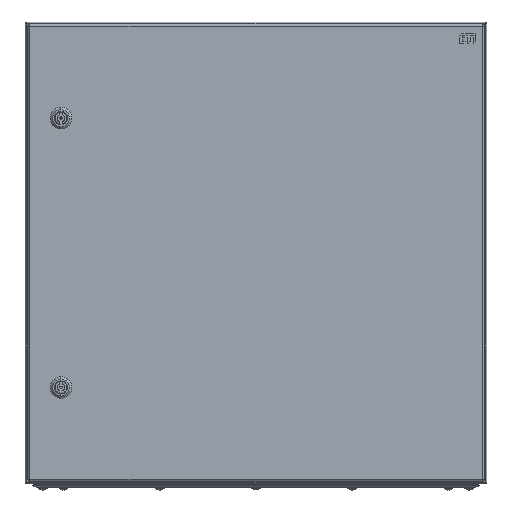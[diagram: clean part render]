
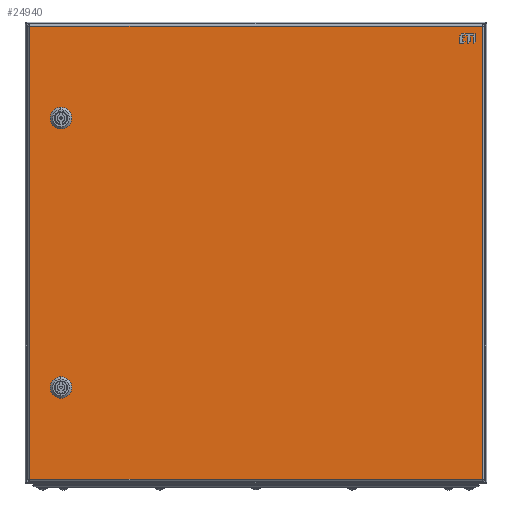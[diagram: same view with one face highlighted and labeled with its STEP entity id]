
A CAD part, front view. The second image highlights one B-rep face of the part: STEP entity #24940.
In plain terms, the highlighted face is planar.
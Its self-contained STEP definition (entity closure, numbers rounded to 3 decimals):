
#23955=DIRECTION('',(0.,-1.,0.));
#23956=VECTOR('',#23955,588.4);
#23957=CARTESIAN_POINT('',(294.5,294.2,0.));
#23958=LINE('',#23957,#23956);
#23969=CARTESIAN_POINT('',(175.,-253.7,0.));
#23970=DIRECTION('',(0.,0.,-1.));
#23971=DIRECTION('',(-0.449,-0.893,0.));
#23972=AXIS2_PLACEMENT_3D('',#23969,#23970,#23971);
#23977=CARTESIAN_POINT('',(175.,-253.7,0.));
#23978=DIRECTION('',(0.,0.,-1.));
#23979=DIRECTION('',(-0.893,0.449,0.));
#23980=AXIS2_PLACEMENT_3D('',#23977,#23978,#23979);
#23985=CARTESIAN_POINT('',(175.,-253.7,0.));
#23986=DIRECTION('',(0.,0.,-1.));
#23987=DIRECTION('',(0.449,0.893,0.));
#23988=AXIS2_PLACEMENT_3D('',#23985,#23986,#23987);
#23993=CARTESIAN_POINT('',(175.,-253.7,0.));
#23994=DIRECTION('',(0.,0.,-1.));
#23995=DIRECTION('',(0.893,-0.449,0.));
#23996=AXIS2_PLACEMENT_3D('',#23993,#23994,#23995);
#24001=CARTESIAN_POINT('',(-175.,-253.7,0.));
#24002=DIRECTION('',(0.,0.,-1.));
#24003=DIRECTION('',(-0.893,0.449,0.));
#24004=AXIS2_PLACEMENT_3D('',#24001,#24002,#24003);
#24009=CARTESIAN_POINT('',(-175.,-253.7,0.));
#24010=DIRECTION('',(0.,0.,-1.));
#24011=DIRECTION('',(0.449,0.893,0.));
#24012=AXIS2_PLACEMENT_3D('',#24009,#24010,#24011);
#24017=CARTESIAN_POINT('',(-175.,-253.7,0.));
#24018=DIRECTION('',(0.,0.,-1.));
#24019=DIRECTION('',(0.893,-0.449,0.));
#24020=AXIS2_PLACEMENT_3D('',#24017,#24018,#24019);
#24025=CARTESIAN_POINT('',(-175.,-253.7,0.));
#24026=DIRECTION('',(0.,0.,-1.));
#24027=DIRECTION('',(-0.449,-0.893,0.));
#24028=AXIS2_PLACEMENT_3D('',#24025,#24026,#24027);
#24040=DIRECTION('',(1.,0.,0.));
#24041=VECTOR('',#24040,589.);
#24042=CARTESIAN_POINT('',(-294.5,294.2,0.));
#24043=LINE('',#24042,#24041);
#24068=DIRECTION('',(0.,1.,0.));
#24069=VECTOR('',#24068,588.4);
#24070=CARTESIAN_POINT('',(-294.5,-294.2,0.));
#24071=LINE('',#24070,#24069);
#24130=DIRECTION('',(-1.,0.,0.));
#24131=VECTOR('',#24130,589.);
#24132=CARTESIAN_POINT('',(294.5,-294.2,0.));
#24133=LINE('',#24132,#24131);
#24182=DIRECTION('',(1.,0.,0.));
#24183=VECTOR('',#24182,10.111);
#24184=CARTESIAN_POINT('',(169.944,-263.75,0.));
#24185=LINE('',#24184,#24183);
#24393=DIRECTION('',(0.,-1.,0.));
#24394=VECTOR('',#24393,10.111);
#24395=CARTESIAN_POINT('',(-185.05,-248.644,0.));
#24396=LINE('',#24395,#24394);
#24414=DIRECTION('',(-1.,0.,0.));
#24415=VECTOR('',#24414,10.111);
#24416=CARTESIAN_POINT('',(-169.944,-243.65,0.));
#24417=LINE('',#24416,#24415);
#24435=DIRECTION('',(0.,1.,0.));
#24436=VECTOR('',#24435,10.111);
#24437=CARTESIAN_POINT('',(-164.95,-258.756,0.));
#24438=LINE('',#24437,#24436);
#24456=DIRECTION('',(1.,0.,0.));
#24457=VECTOR('',#24456,10.111);
#24458=CARTESIAN_POINT('',(-180.056,-263.75,0.));
#24459=LINE('',#24458,#24457);
#24491=DIRECTION('',(0.,1.,0.));
#24492=VECTOR('',#24491,10.111);
#24493=CARTESIAN_POINT('',(185.05,-258.756,0.));
#24494=LINE('',#24493,#24492);
#24512=DIRECTION('',(-1.,0.,0.));
#24513=VECTOR('',#24512,10.111);
#24514=CARTESIAN_POINT('',(180.056,-243.65,0.));
#24515=LINE('',#24514,#24513);
#24533=DIRECTION('',(0.,-1.,0.));
#24534=VECTOR('',#24533,10.111);
#24535=CARTESIAN_POINT('',(164.95,-248.644,0.));
#24536=LINE('',#24535,#24534);
#24644=CARTESIAN_POINT('',(294.5,-294.2,0.));
#24645=VERTEX_POINT('',#24644);
#24646=CARTESIAN_POINT('',(294.5,294.2,0.));
#24647=VERTEX_POINT('',#24646);
#24650=CARTESIAN_POINT('',(-294.5,294.2,0.));
#24651=VERTEX_POINT('',#24650);
#24652=CARTESIAN_POINT('',(-294.5,-294.2,0.));
#24653=VERTEX_POINT('',#24652);
#24654=CARTESIAN_POINT('',(169.944,-263.75,0.));
#24655=CARTESIAN_POINT('',(180.056,-263.75,0.));
#24656=VERTEX_POINT('',#24654);
#24657=VERTEX_POINT('',#24655);
#24658=CARTESIAN_POINT('',(164.95,-258.756,0.));
#24659=VERTEX_POINT('',#24658);
#24660=CARTESIAN_POINT('',(164.95,-248.644,0.));
#24661=VERTEX_POINT('',#24660);
#24662=CARTESIAN_POINT('',(169.944,-243.65,0.));
#24663=VERTEX_POINT('',#24662);
#24664=CARTESIAN_POINT('',(180.056,-243.65,0.));
#24665=VERTEX_POINT('',#24664);
#24666=CARTESIAN_POINT('',(185.05,-248.644,0.));
#24667=VERTEX_POINT('',#24666);
#24668=CARTESIAN_POINT('',(185.05,-258.756,0.));
#24669=VERTEX_POINT('',#24668);
#24670=CARTESIAN_POINT('',(-185.05,-248.644,0.));
#24671=CARTESIAN_POINT('',(-180.056,-243.65,0.));
#24672=VERTEX_POINT('',#24670);
#24673=VERTEX_POINT('',#24671);
#24674=CARTESIAN_POINT('',(-169.944,-243.65,0.));
#24675=VERTEX_POINT('',#24674);
#24676=CARTESIAN_POINT('',(-164.95,-248.644,0.));
#24677=VERTEX_POINT('',#24676);
#24678=CARTESIAN_POINT('',(-164.95,-258.756,0.));
#24679=VERTEX_POINT('',#24678);
#24680=CARTESIAN_POINT('',(-169.944,-263.75,0.));
#24681=VERTEX_POINT('',#24680);
#24682=CARTESIAN_POINT('',(-180.056,-263.75,0.));
#24683=VERTEX_POINT('',#24682);
#24684=CARTESIAN_POINT('',(-185.05,-258.756,0.));
#24685=VERTEX_POINT('',#24684);
#24890=CARTESIAN_POINT('',(0.,0.,0.));
#24891=DIRECTION('',(0.,0.,-1.));
#24892=DIRECTION('',(-1.,0.,0.));
#24893=AXIS2_PLACEMENT_3D('',#24890,#24891,#24892);
#24894=PLANE('',#24893);
#24896=ORIENTED_EDGE('',*,*,#24895,.F.);
#24898=ORIENTED_EDGE('',*,*,#24897,.F.);
#24900=ORIENTED_EDGE('',*,*,#24899,.F.);
#24901=ORIENTED_EDGE('',*,*,#24880,.F.);
#24902=EDGE_LOOP('',(#24896,#24898,#24900,#24901));
#24903=FACE_OUTER_BOUND('',#24902,.F.);
#24905=ORIENTED_EDGE('',*,*,#24904,.F.);
#24907=ORIENTED_EDGE('',*,*,#24906,.T.);
#24909=ORIENTED_EDGE('',*,*,#24908,.F.);
#24911=ORIENTED_EDGE('',*,*,#24910,.T.);
#24913=ORIENTED_EDGE('',*,*,#24912,.F.);
#24915=ORIENTED_EDGE('',*,*,#24914,.T.);
#24917=ORIENTED_EDGE('',*,*,#24916,.F.);
#24919=ORIENTED_EDGE('',*,*,#24918,.T.);
#24920=EDGE_LOOP('',(#24905,#24907,#24909,#24911,#24913,#24915,#24917,#24919));
#24921=FACE_BOUND('',#24920,.F.);
#24923=ORIENTED_EDGE('',*,*,#24922,.T.);
#24925=ORIENTED_EDGE('',*,*,#24924,.F.);
#24927=ORIENTED_EDGE('',*,*,#24926,.T.);
#24929=ORIENTED_EDGE('',*,*,#24928,.F.);
#24931=ORIENTED_EDGE('',*,*,#24930,.T.);
#24933=ORIENTED_EDGE('',*,*,#24932,.F.);
#24935=ORIENTED_EDGE('',*,*,#24934,.T.);
#24937=ORIENTED_EDGE('',*,*,#24936,.F.);
#24938=EDGE_LOOP('',(#24923,#24925,#24927,#24929,#24931,#24933,#24935,#24937));
#24939=FACE_BOUND('',#24938,.F.);
#23973=CIRCLE('',#23972,11.25);
#23981=CIRCLE('',#23980,11.25);
#23989=CIRCLE('',#23988,11.25);
#23997=CIRCLE('',#23996,11.25);
#24005=CIRCLE('',#24004,11.25);
#24013=CIRCLE('',#24012,11.25);
#24021=CIRCLE('',#24020,11.25);
#24029=CIRCLE('',#24028,11.25);
#24880=EDGE_CURVE('',#24647,#24645,#23958,.T.);
#24895=EDGE_CURVE('',#24651,#24647,#24043,.T.);
#24897=EDGE_CURVE('',#24653,#24651,#24071,.T.);
#24899=EDGE_CURVE('',#24645,#24653,#24133,.T.);
#24904=EDGE_CURVE('',#24656,#24657,#24185,.T.);
#24906=EDGE_CURVE('',#24656,#24659,#23973,.T.);
#24908=EDGE_CURVE('',#24661,#24659,#24536,.T.);
#24910=EDGE_CURVE('',#24661,#24663,#23981,.T.);
#24912=EDGE_CURVE('',#24665,#24663,#24515,.T.);
#24914=EDGE_CURVE('',#24665,#24667,#23989,.T.);
#24916=EDGE_CURVE('',#24669,#24667,#24494,.T.);
#24918=EDGE_CURVE('',#24669,#24657,#23997,.T.);
#24922=EDGE_CURVE('',#24672,#24673,#24005,.T.);
#24924=EDGE_CURVE('',#24675,#24673,#24417,.T.);
#24926=EDGE_CURVE('',#24675,#24677,#24013,.T.);
#24928=EDGE_CURVE('',#24679,#24677,#24438,.T.);
#24930=EDGE_CURVE('',#24679,#24681,#24021,.T.);
#24932=EDGE_CURVE('',#24683,#24681,#24459,.T.);
#24934=EDGE_CURVE('',#24683,#24685,#24029,.T.);
#24936=EDGE_CURVE('',#24672,#24685,#24396,.T.);
#24940=ADVANCED_FACE('',(#24903,#24921,#24939),#24894,.T.);
